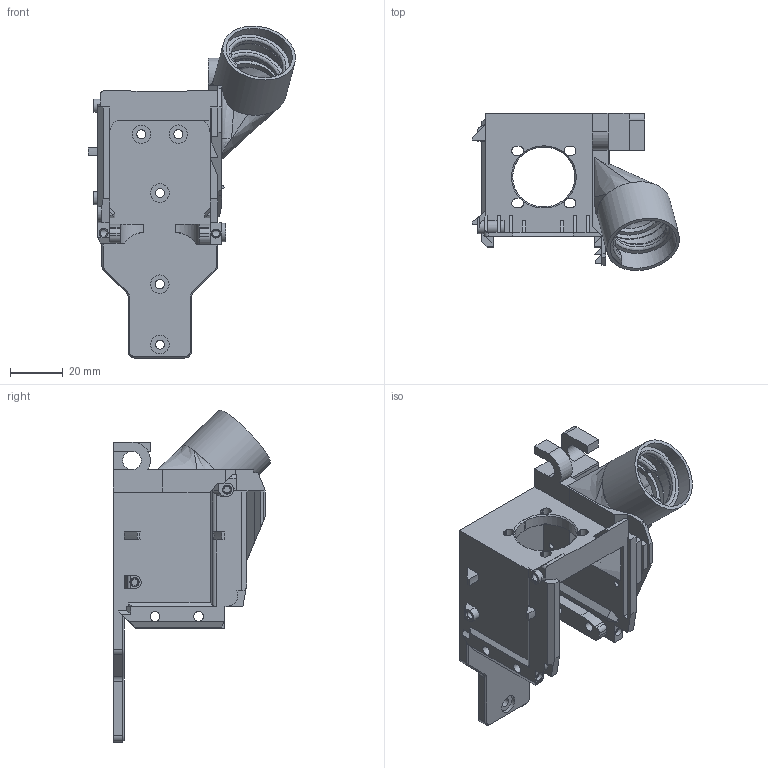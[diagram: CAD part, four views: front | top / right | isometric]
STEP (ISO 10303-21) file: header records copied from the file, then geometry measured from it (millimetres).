
FILE_DESCRIPTION(/* description */ (''),/* implementation_level */ '2;1');
FILE_NAME(/* name */ 'Prusa-Mini+Adapter.step',/* time_stamp */ '2025-07-26T11:26:07+02:00',/* author */ (''),/* organization */ (''),/* preprocessor_version */ 'ST-DEVELOPER v20.1',/* originating_system */ 'Autodesk Translation Framework v14.10.0.0',/* authorisation */ '');
FILE_SCHEMA (('AUTOMOTIVE_DESIGN { 1 0 10303 214 3 1 1 }'));
Length unit declared in the file: millimetre
Products named in the file (2): (Nicht gespeichert); Prusa Mini+ v3
Assembly tree (1 placements, depth 2):
  (Nicht gespeichert)
    Prusa Mini+ v3
Bounding box: 78.37 x 59.46 x 125.67 mm (x, y, z)
Volume: 44692.4 mm3; surface area: 33232.8 mm2
Topology: 1 solids, 5 shells, 454 faces, 1271 edges, 824 vertices
Faces by surface type: plane 280, cylinder 103, cone 47, bspline 24
Full cylindrical faces by diameter (mm): 2.3 x2, 2.5 x2, 2.6 x2, 3.4 x5, 3.7 x4, 7 x5, 20.7 x1, 22 x1, 24.6 x1, 25 x1, 25.4 x2, 25.5 x2, 28 x1
Entity records: 18420 total; most frequent: CARTESIAN_POINT 6663, ORIENTED_EDGE 2542, DIRECTION 2335, EDGE_CURVE 1271, VERTEX_POINT 824, LINE 813, VECTOR 813, AXIS2_PLACEMENT_3D 761
